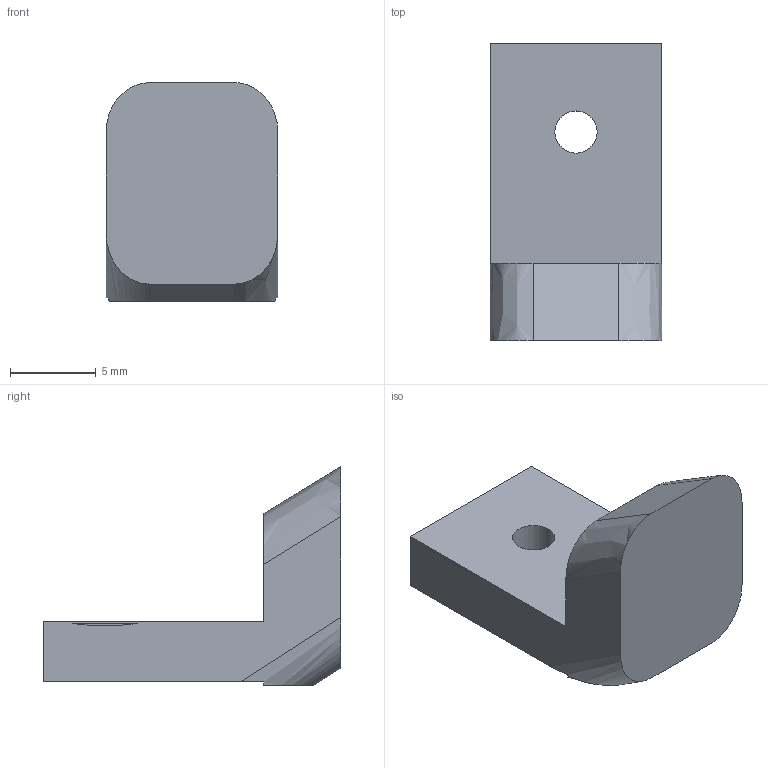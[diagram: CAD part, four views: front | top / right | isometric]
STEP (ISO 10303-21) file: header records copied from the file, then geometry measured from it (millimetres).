
FILE_DESCRIPTION(/* description */ ('Unknown'),/* implementation_level */ '2;1');
FILE_NAME(/* name */ 'Adapter_1_2',/* time_stamp */ '2024-02-06T09:31:49+01:00',/* author */ ('Unknown'),/* organization */ ('Unknown'),/* preprocessor_version */ 'ST-DEVELOPER v18.102',/* originating_system */ 'Solid Edge',/* authorisation */ 'Unknown');
FILE_SCHEMA (('AUTOMOTIVE_DESIGN {1 0 10303 214 3 1 1}'));
Length unit declared in the file: millimetre
Products named in the file (1): Adapter_1_2
Bounding box: 10 x 17.34 x 12.74 mm (x, y, z)
Volume: 914.6 mm3; surface area: 755.2 mm2
Topology: 1 solids, 1 shells, 20 faces, 49 edges, 33 vertices
Faces by surface type: plane 11, bspline 6, torus 2, cylinder 1
Full cylindrical faces by diameter (mm): 2.459 x1
Entity records: 689 total; most frequent: CARTESIAN_POINT 250, ORIENTED_EDGE 94, DIRECTION 59, EDGE_CURVE 47, VERTEX_POINT 32, EDGE_LOOP 25, FACE_BOUND 25, B_SPLINE_CURVE_WITH_KNOTS 22
